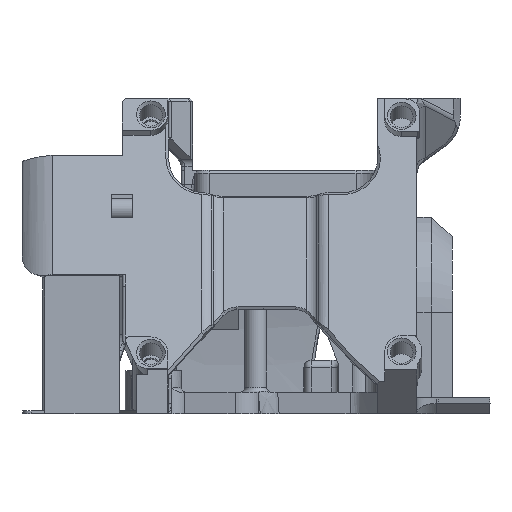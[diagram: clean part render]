
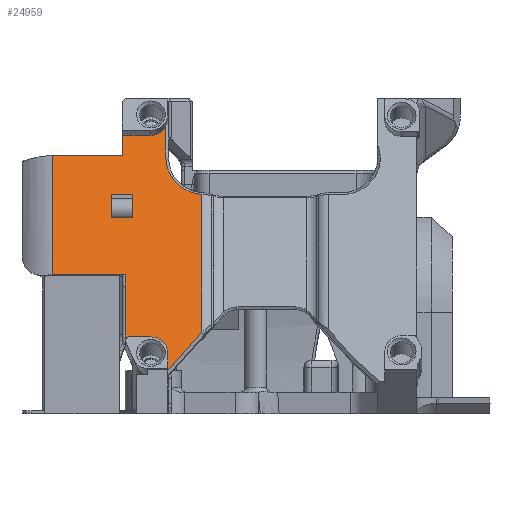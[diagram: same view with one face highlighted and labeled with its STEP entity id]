
A CAD part, left-side view. The second image highlights one B-rep face of the part: STEP entity #24959.
In plain terms, the highlighted planar face has unit normal (-0.94, 0, 0.342).
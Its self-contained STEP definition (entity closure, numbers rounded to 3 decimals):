
#981=CIRCLE('',#26676,0.5);
#982=CIRCLE('',#26677,2.35);
#983=CIRCLE('',#26678,5.4);
#984=CIRCLE('',#26679,2.35);
#1987=B_SPLINE_CURVE_WITH_KNOTS('',3,(#37523,#37524,#37525,#37526),
 .UNSPECIFIED.,.F.,.F.,(4,4),(0.,0.06),.UNSPECIFIED.);
#1988=B_SPLINE_CURVE_WITH_KNOTS('',3,(#37536,#37537,#37538,#37539),
 .UNSPECIFIED.,.F.,.F.,(4,4),(0.02,0.022),
 .UNSPECIFIED.);
#4067=ORIENTED_EDGE('',*,*,#11302,.F.);
#4068=ORIENTED_EDGE('',*,*,#11303,.T.);
#4069=ORIENTED_EDGE('',*,*,#11304,.T.);
#4070=ORIENTED_EDGE('',*,*,#11305,.T.);
#4071=ORIENTED_EDGE('',*,*,#11306,.T.);
#4072=ORIENTED_EDGE('',*,*,#11307,.F.);
#4073=ORIENTED_EDGE('',*,*,#11308,.T.);
#4074=ORIENTED_EDGE('',*,*,#11309,.F.);
#4075=ORIENTED_EDGE('',*,*,#11310,.F.);
#4076=ORIENTED_EDGE('',*,*,#11311,.T.);
#4077=ORIENTED_EDGE('',*,*,#11312,.T.);
#4078=ORIENTED_EDGE('',*,*,#11313,.T.);
#4079=ORIENTED_EDGE('',*,*,#11314,.T.);
#4080=ORIENTED_EDGE('',*,*,#11315,.F.);
#4081=ORIENTED_EDGE('',*,*,#11316,.F.);
#4082=ORIENTED_EDGE('',*,*,#11317,.F.);
#4083=ORIENTED_EDGE('',*,*,#11318,.F.);
#4084=ORIENTED_EDGE('',*,*,#11319,.F.);
#4085=ORIENTED_EDGE('',*,*,#11320,.F.);
#4086=ORIENTED_EDGE('',*,*,#11321,.F.);
#4087=ORIENTED_EDGE('',*,*,#11322,.T.);
#11302=EDGE_CURVE('',#14984,#14985,#17385,.T.);
#11303=EDGE_CURVE('',#14984,#14986,#17386,.T.);
#11304=EDGE_CURVE('',#14986,#14987,#17387,.T.);
#11305=EDGE_CURVE('',#14987,#14985,#17388,.T.);
#11306=EDGE_CURVE('',#14988,#14989,#17389,.F.);
#11307=EDGE_CURVE('',#14990,#14989,#981,.F.);
#11308=EDGE_CURVE('',#14990,#14991,#17390,.T.);
#11309=EDGE_CURVE('',#14992,#14991,#982,.T.);
#11310=EDGE_CURVE('',#14993,#14992,#17391,.T.);
#11311=EDGE_CURVE('',#14993,#14994,#17392,.T.);
#11312=EDGE_CURVE('',#14994,#14995,#17393,.T.);
#11313=EDGE_CURVE('',#14995,#14996,#983,.T.);
#11314=EDGE_CURVE('',#14996,#14997,#17394,.T.);
#11315=EDGE_CURVE('',#14998,#14997,#984,.T.);
#11316=EDGE_CURVE('',#14999,#14998,#17395,.T.);
#11317=EDGE_CURVE('',#15000,#14999,#1987,.F.);
#11318=EDGE_CURVE('',#15001,#15000,#17396,.T.);
#11319=EDGE_CURVE('',#15002,#15001,#17397,.T.);
#11320=EDGE_CURVE('',#15003,#15002,#17398,.T.);
#11321=EDGE_CURVE('',#15004,#15003,#17399,.T.);
#11322=EDGE_CURVE('',#15004,#14988,#1988,.T.);
#14984=VERTEX_POINT('',#37493);
#14985=VERTEX_POINT('',#37494);
#14986=VERTEX_POINT('',#37496);
#14987=VERTEX_POINT('',#37498);
#14988=VERTEX_POINT('',#37501);
#14989=VERTEX_POINT('',#37502);
#14990=VERTEX_POINT('',#37504);
#14991=VERTEX_POINT('',#37506);
#14992=VERTEX_POINT('',#37508);
#14993=VERTEX_POINT('',#37510);
#14994=VERTEX_POINT('',#37512);
#14995=VERTEX_POINT('',#37514);
#14996=VERTEX_POINT('',#37516);
#14997=VERTEX_POINT('',#37518);
#14998=VERTEX_POINT('',#37520);
#14999=VERTEX_POINT('',#37522);
#15000=VERTEX_POINT('',#37527);
#15001=VERTEX_POINT('',#37529);
#15002=VERTEX_POINT('',#37531);
#15003=VERTEX_POINT('',#37533);
#15004=VERTEX_POINT('',#37535);
#17385=LINE('',#37492,#19348);
#17386=LINE('',#37495,#19349);
#17387=LINE('',#37497,#19350);
#17388=LINE('',#37499,#19351);
#17389=LINE('',#37500,#19352);
#17390=LINE('',#37505,#19353);
#17391=LINE('',#37509,#19354);
#17392=LINE('',#37511,#19355);
#17393=LINE('',#37513,#19356);
#17394=LINE('',#37517,#19357);
#17395=LINE('',#37521,#19358);
#17396=LINE('',#37528,#19359);
#17397=LINE('',#37530,#19360);
#17398=LINE('',#37532,#19361);
#17399=LINE('',#37534,#19362);
#19348=VECTOR('',#30011,1000.);
#19349=VECTOR('',#30012,1000.);
#19350=VECTOR('',#30013,1000.);
#19351=VECTOR('',#30014,1000.);
#19352=VECTOR('',#30015,1000.);
#19353=VECTOR('',#30018,1000.);
#19354=VECTOR('',#30021,1000.);
#19355=VECTOR('',#30022,1000.);
#19356=VECTOR('',#30023,1000.);
#19357=VECTOR('',#30026,1000.);
#19358=VECTOR('',#30029,1000.);
#19359=VECTOR('',#30030,1000.);
#19360=VECTOR('',#30031,1000.);
#19361=VECTOR('',#30032,1000.);
#19362=VECTOR('',#30033,1000.);
#21079=EDGE_LOOP('',(#4067,#4068,#4069,#4070));
#21080=EDGE_LOOP('',(#4071,#4072,#4073,#4074,#4075,#4076,#4077,#4078,#4079,
#4080,#4081,#4082,#4083,#4084,#4085,#4086,#4087));
#22682=FACE_BOUND('',#21079,.T.);
#22683=FACE_BOUND('',#21080,.T.);
#24164=PLANE('',#26675);
#24959=ADVANCED_FACE('',(#22682,#22683),#24164,.T.);
#26675=AXIS2_PLACEMENT_3D('',#37491,#30009,#30010);
#26676=AXIS2_PLACEMENT_3D('',#37503,#30016,#30017);
#26677=AXIS2_PLACEMENT_3D('',#37507,#30019,#30020);
#26678=AXIS2_PLACEMENT_3D('',#37515,#30024,#30025);
#26679=AXIS2_PLACEMENT_3D('',#37519,#30027,#30028);
#30009=DIRECTION('',(-0.94,0.,0.342));
#30010=DIRECTION('',(-0.342,0.,-0.94));
#30011=DIRECTION('',(0.342,0.,0.94));
#30012=DIRECTION('',(0.,1.,0.));
#30013=DIRECTION('',(0.342,0.,0.94));
#30014=DIRECTION('',(0.,-1.,0.));
#30015=DIRECTION('',(0.342,0.,0.94));
#30016=DIRECTION('',(0.94,0.,-0.342));
#30017=DIRECTION('',(0.342,0.,0.94));
#30018=DIRECTION('',(0.,-1.,0.));
#30019=DIRECTION('',(-0.94,0.,0.342));
#30020=DIRECTION('',(-0.342,0.,-0.94));
#30021=DIRECTION('',(0.342,0.,0.94));
#30022=DIRECTION('',(0.262,-0.643,0.72));
#30023=DIRECTION('',(0.342,0.,0.94));
#30024=DIRECTION('',(0.94,0.,-0.342));
#30025=DIRECTION('',(0.342,0.,0.94));
#30026=DIRECTION('',(0.342,0.,0.94));
#30027=DIRECTION('',(-0.94,0.,0.342));
#30028=DIRECTION('',(-0.342,0.,-0.94));
#30029=DIRECTION('',(0.,-1.,0.));
#30030=DIRECTION('',(0.342,0.,0.94));
#30031=DIRECTION('',(0.,-1.,0.));
#30032=DIRECTION('',(0.342,0.,0.94));
#30033=DIRECTION('',(0.,1.,0.));
#37491=CARTESIAN_POINT('',(-143.233,43.625,7.513));
#37492=CARTESIAN_POINT('',(-143.233,46.125,7.513));
#37493=CARTESIAN_POINT('',(-136.025,46.125,27.318));
#37494=CARTESIAN_POINT('',(-134.842,46.125,30.57));
#37495=CARTESIAN_POINT('',(-136.025,49.125,27.318));
#37496=CARTESIAN_POINT('',(-136.025,49.125,27.318));
#37497=CARTESIAN_POINT('',(-143.233,49.125,7.513));
#37498=CARTESIAN_POINT('',(-134.842,49.125,30.57));
#37499=CARTESIAN_POINT('',(-134.842,46.125,30.57));
#37500=CARTESIAN_POINT('',(-143.233,47.174,7.513));
#37501=CARTESIAN_POINT('',(-139.495,47.174,17.785));
#37502=CARTESIAN_POINT('',(-142.438,47.174,9.699));
#37503=CARTESIAN_POINT('',(-142.498,46.706,9.534));
#37504=CARTESIAN_POINT('',(-142.327,46.706,10.004));
#37505=CARTESIAN_POINT('',(-142.327,43.625,10.004));
#37506=CARTESIAN_POINT('',(-142.327,43.625,10.004));
#37507=CARTESIAN_POINT('',(-143.131,43.625,7.795));
#37508=CARTESIAN_POINT('',(-143.131,41.275,7.795));
#37509=CARTESIAN_POINT('',(-130.237,41.275,43.222));
#37510=CARTESIAN_POINT('',(-143.766,41.275,6.051));
#37511=CARTESIAN_POINT('',(-143.849,41.48,5.822));
#37512=CARTESIAN_POINT('',(-141.835,36.539,11.354));
#37513=CARTESIAN_POINT('',(-143.233,36.539,7.513));
#37514=CARTESIAN_POINT('',(-134.831,36.539,30.6));
#37515=CARTESIAN_POINT('',(-132.989,36.125,35.659));
#37516=CARTESIAN_POINT('',(-132.989,41.525,35.659));
#37517=CARTESIAN_POINT('',(-143.233,41.525,7.513));
#37518=CARTESIAN_POINT('',(-131.384,41.525,40.069));
#37519=CARTESIAN_POINT('',(-131.023,43.625,41.06));
#37520=CARTESIAN_POINT('',(-131.827,43.625,38.852));
#37521=CARTESIAN_POINT('',(-131.827,43.625,38.852));
#37522=CARTESIAN_POINT('',(-131.827,46.125,38.852));
#37523=CARTESIAN_POINT('',(-131.827,46.125,38.852));
#37524=CARTESIAN_POINT('',(-131.827,46.625,38.852));
#37525=CARTESIAN_POINT('',(-131.827,47.125,38.852));
#37526=CARTESIAN_POINT('',(-131.827,47.625,38.852));
#37527=CARTESIAN_POINT('',(-131.827,47.625,38.852));
#37528=CARTESIAN_POINT('',(-143.233,47.625,7.513));
#37529=CARTESIAN_POINT('',(-132.846,47.625,36.052));
#37530=CARTESIAN_POINT('',(-132.846,47.125,36.052));
#37531=CARTESIAN_POINT('',(-132.846,57.406,36.052));
#37532=CARTESIAN_POINT('',(-138.898,57.406,19.425));
#37533=CARTESIAN_POINT('',(-138.898,57.406,19.425));
#37534=CARTESIAN_POINT('',(-138.898,47.125,19.425));
#37535=CARTESIAN_POINT('',(-138.898,47.223,19.425));
#37536=CARTESIAN_POINT('',(-138.898,47.223,19.425));
#37537=CARTESIAN_POINT('',(-139.097,47.213,18.878));
#37538=CARTESIAN_POINT('',(-139.295,47.174,18.333));
#37539=CARTESIAN_POINT('',(-139.495,47.174,17.785));
